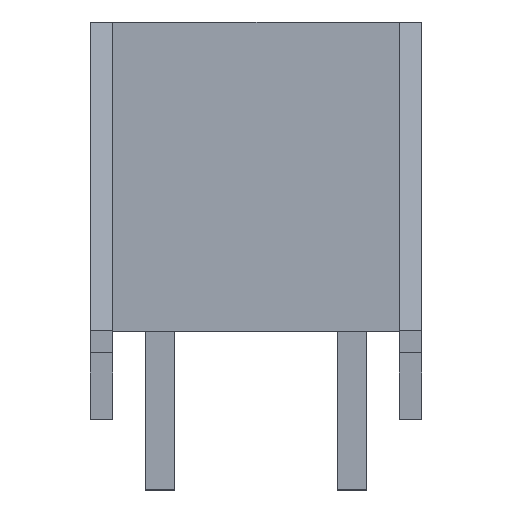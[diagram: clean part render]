
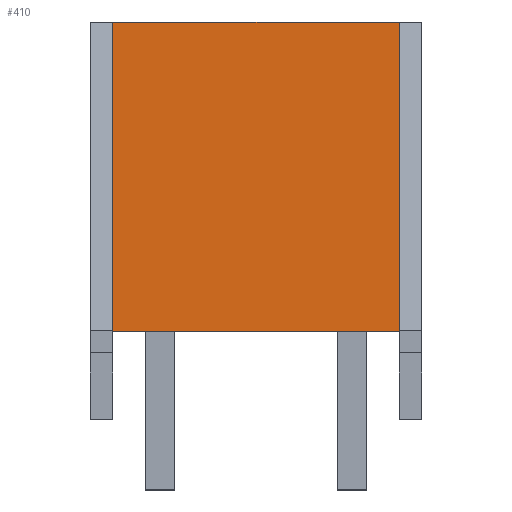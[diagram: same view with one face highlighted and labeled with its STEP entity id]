
A CAD part, top view. The second image highlights one B-rep face of the part: STEP entity #410.
In plain terms, the highlighted planar face has unit normal (0, 0, 1).
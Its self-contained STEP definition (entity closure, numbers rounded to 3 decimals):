
#71 = DIRECTION ( 'NONE',  ( 0., 1., 0. ) ) ;
#84 = LINE ( 'NONE', #620, #209 ) ;
#127 = VECTOR ( 'NONE', #146, 1000. ) ;
#146 = DIRECTION ( 'NONE',  ( 1., 0., 0. ) ) ;
#182 = ORIENTED_EDGE ( 'NONE', *, *, #798, .F. ) ;
#209 = VECTOR ( 'NONE', #1112, 1000. ) ;
#212 = CARTESIAN_POINT ( 'NONE',  ( 3.75, 3.5, 2.5 ) ) ;
#262 = VERTEX_POINT ( 'NONE', #472 ) ;
#268 = CARTESIAN_POINT ( 'NONE',  ( 3.25, 3.5, 2.5 ) ) ;
#302 = DIRECTION ( 'NONE',  ( 1., 0., 0. ) ) ;
#317 = EDGE_CURVE ( 'NONE', #1115, #1675, #888, .T. ) ;
#338 = LINE ( 'NONE', #212, #1107 ) ;
#344 = CARTESIAN_POINT ( 'NONE',  ( 0., 0., 2.5 ) ) ;
#379 = EDGE_CURVE ( 'NONE', #585, #618, #1146, .T. ) ;
#380 = EDGE_CURVE ( 'NONE', #1425, #618, #84, .T. ) ;
#386 = CARTESIAN_POINT ( 'NONE',  ( 3.75, -3.5, 2.5 ) ) ;
#410 = ADVANCED_FACE ( 'NONE', ( #1536 ), #1545, .T. ) ;
#422 = ORIENTED_EDGE ( 'NONE', *, *, #317, .T. ) ;
#424 = DIRECTION ( 'NONE',  ( 1., 0., 0. ) ) ;
#427 = LINE ( 'NONE', #925, #844 ) ;
#472 = CARTESIAN_POINT ( 'NONE',  ( -3.25, -3.5, 2.5 ) ) ;
#478 = CARTESIAN_POINT ( 'NONE',  ( 3.75, -3.5, 2.5 ) ) ;
#481 = ORIENTED_EDGE ( 'NONE', *, *, #1496, .T. ) ;
#482 = EDGE_LOOP ( 'NONE', ( #182, #481, #422, #1134, #1605, #861, #1296, #1354 ) ) ;
#558 = CARTESIAN_POINT ( 'NONE',  ( 3.75, -3.5, 2.5 ) ) ;
#585 = VERTEX_POINT ( 'NONE', #268 ) ;
#607 = CARTESIAN_POINT ( 'NONE',  ( -3.25, 0., 2.5 ) ) ;
#611 = CARTESIAN_POINT ( 'NONE',  ( 1.84, -3.5, 2.5 ) ) ;
#618 = VERTEX_POINT ( 'NONE', #1411 ) ;
#620 = CARTESIAN_POINT ( 'NONE',  ( 3.75, -3.5, 2.5 ) ) ;
#629 = AXIS2_PLACEMENT_3D ( 'NONE', #344, #866, #750 ) ;
#750 = DIRECTION ( 'NONE',  ( 1., 0., 0. ) ) ;
#751 = LINE ( 'NONE', #386, #127 ) ;
#798 = EDGE_CURVE ( 'NONE', #262, #1228, #1127, .T. ) ;
#819 = VECTOR ( 'NONE', #1556, 1000. ) ;
#837 = VECTOR ( 'NONE', #71, 1000. ) ;
#844 = VECTOR ( 'NONE', #302, 1000. ) ;
#861 = ORIENTED_EDGE ( 'NONE', *, *, #380, .T. ) ;
#866 = DIRECTION ( 'NONE',  ( 0., 0., 1. ) ) ;
#888 = LINE ( 'NONE', #478, #819 ) ;
#925 = CARTESIAN_POINT ( 'NONE',  ( 3.75, -3.5, 2.5 ) ) ;
#987 = EDGE_CURVE ( 'NONE', #1675, #1609, #1197, .T. ) ;
#1023 = CARTESIAN_POINT ( 'NONE',  ( -2.5, -3.5, 2.5 ) ) ;
#1107 = VECTOR ( 'NONE', #1242, 1000. ) ;
#1112 = DIRECTION ( 'NONE',  ( 1., 0., 0. ) ) ;
#1115 = VERTEX_POINT ( 'NONE', #1023 ) ;
#1127 = LINE ( 'NONE', #607, #837 ) ;
#1134 = ORIENTED_EDGE ( 'NONE', *, *, #987, .T. ) ;
#1146 = LINE ( 'NONE', #1281, #1216 ) ;
#1161 = CARTESIAN_POINT ( 'NONE',  ( -1.84, -3.5, 2.5 ) ) ;
#1197 = LINE ( 'NONE', #558, #1465 ) ;
#1216 = VECTOR ( 'NONE', #1249, 1000. ) ;
#1223 = EDGE_CURVE ( 'NONE', #1609, #1425, #751, .T. ) ;
#1228 = VERTEX_POINT ( 'NONE', #1454 ) ;
#1242 = DIRECTION ( 'NONE',  ( -1., 0., 0. ) ) ;
#1249 = DIRECTION ( 'NONE',  ( 0., -1., 0. ) ) ;
#1281 = CARTESIAN_POINT ( 'NONE',  ( 3.25, 0., 2.5 ) ) ;
#1296 = ORIENTED_EDGE ( 'NONE', *, *, #379, .F. ) ;
#1354 = ORIENTED_EDGE ( 'NONE', *, *, #1598, .T. ) ;
#1385 = CARTESIAN_POINT ( 'NONE',  ( 2.5, -3.5, 2.5 ) ) ;
#1411 = CARTESIAN_POINT ( 'NONE',  ( 3.25, -3.5, 2.5 ) ) ;
#1425 = VERTEX_POINT ( 'NONE', #1385 ) ;
#1454 = CARTESIAN_POINT ( 'NONE',  ( -3.25, 3.5, 2.5 ) ) ;
#1465 = VECTOR ( 'NONE', #424, 1000. ) ;
#1496 = EDGE_CURVE ( 'NONE', #262, #1115, #427, .T. ) ;
#1536 = FACE_OUTER_BOUND ( 'NONE', #482, .T. ) ;
#1545 = PLANE ( 'NONE',  #629 ) ;
#1556 = DIRECTION ( 'NONE',  ( 1., 0., 0. ) ) ;
#1598 = EDGE_CURVE ( 'NONE', #585, #1228, #338, .T. ) ;
#1605 = ORIENTED_EDGE ( 'NONE', *, *, #1223, .T. ) ;
#1609 = VERTEX_POINT ( 'NONE', #611 ) ;
#1675 = VERTEX_POINT ( 'NONE', #1161 ) ;
